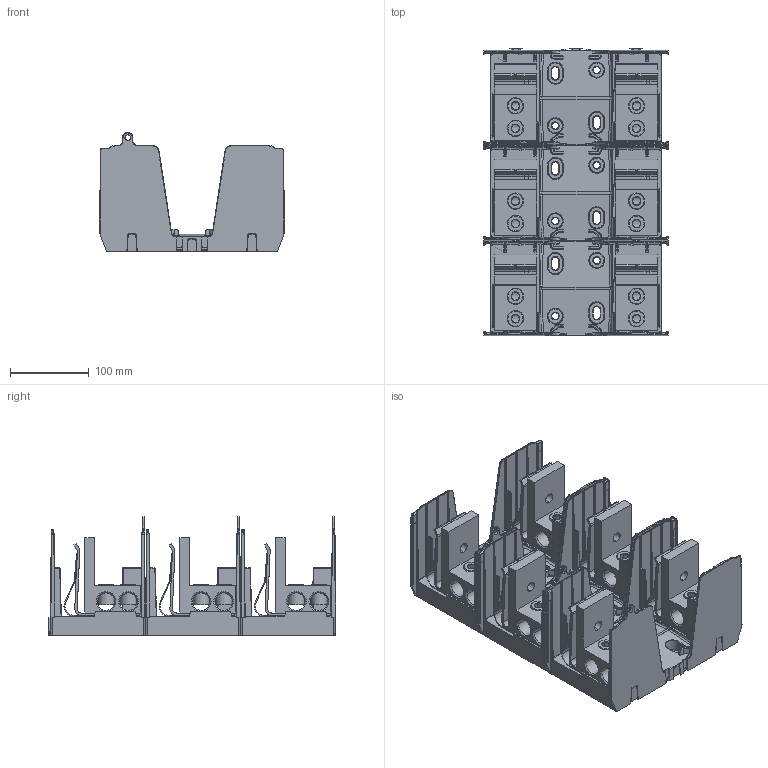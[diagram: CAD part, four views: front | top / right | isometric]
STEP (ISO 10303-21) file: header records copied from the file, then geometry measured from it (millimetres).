
FILE_DESCRIPTION (( 'STEP AP203' ), '1' );
FILE_NAME ('JM60600-1CR-3.step', '2021-12-07T12:20:39', ( '' ), ( '' ), 'SwSTEP 2.0', 'SolidWorks 2021', '' );
FILE_SCHEMA (( 'CONFIG_CONTROL_DESIGN' ));
Products named in the file (1): JM60600-1CR-3
Bounding box: 235.05 x 366.09 x 151.31 mm (x, y, z)
Surface area: 837824.5 mm2 (no closed solid volume)
Topology: 0 solids, 45 shells, 3063 faces, 9036 edges, 5739 vertices
Faces by surface type: cylinder 1344, plane 984, bspline 573, cone 150, torus 12
Entity records: 173612 total; most frequent: CARTESIAN_POINT 101035, ORIENTED_EDGE 15471, DIRECTION 12734, EDGE_CURVE 8940, VERTEX_POINT 5739, LINE 4446, VECTOR 4446, AXIS2_PLACEMENT_3D 4144
